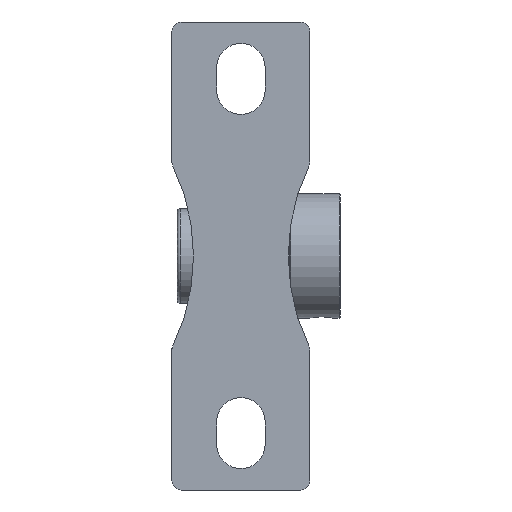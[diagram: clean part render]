
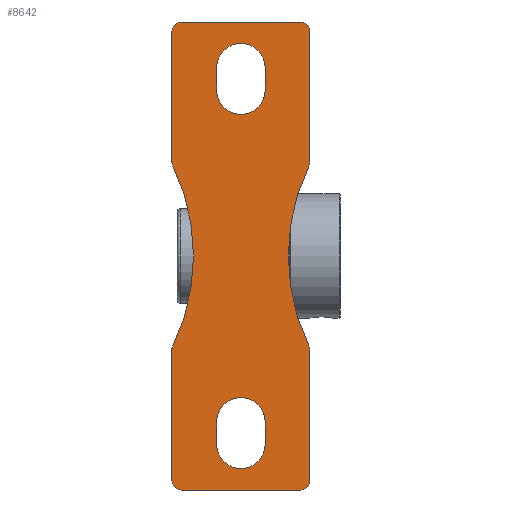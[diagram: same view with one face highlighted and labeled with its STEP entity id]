
A CAD part, front view. The second image highlights one B-rep face of the part: STEP entity #8642.
In plain terms, the highlighted face is planar.
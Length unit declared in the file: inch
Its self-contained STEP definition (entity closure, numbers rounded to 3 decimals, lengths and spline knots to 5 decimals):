
#8095=CARTESIAN_POINT('',(-0.72835,-0.99372,0.));
#8096=VERTEX_POINT('',#8095);
#8103=CARTESIAN_POINT('',(-0.72835,-2.37047,0.));
#8104=VERTEX_POINT('',#8103);
#8105=CARTESIAN_POINT('',(-0.72835,-2.4311,0.));
#8106=DIRECTION('',(0.,1.,0.));
#8107=VECTOR('',#8106,0.54203);
#8108=LINE('',#8105,#8107);
#8109=EDGE_CURVE('',#8104,#8096,#8108,.T.);
#8248=CARTESIAN_POINT('',(0.62835,2.47047,0.));
#8249=VERTEX_POINT('',#8248);
#8256=CARTESIAN_POINT('',(-0.62835,2.47047,0.));
#8257=VERTEX_POINT('',#8256);
#8258=CARTESIAN_POINT('',(-0.24738,2.47047,0.));
#8259=DIRECTION('',(1.,0.,-0.));
#8260=VECTOR('',#8259,0.49476);
#8261=LINE('',#8258,#8260);
#8262=EDGE_CURVE('',#8257,#8249,#8261,.T.);
#8279=CARTESIAN_POINT('',(0.72835,2.37047,0.));
#8280=VERTEX_POINT('',#8279);
#8287=CARTESIAN_POINT('',(0.62835,2.37047,0.));
#8288=DIRECTION('',(0.,-0.,1.));
#8289=DIRECTION('',(0.707,0.707,0.));
#8290=AXIS2_PLACEMENT_3D('',#8287,#8288,#8289);
#8291=CIRCLE('',#8290,0.1);
#8292=EDGE_CURVE('',#8280,#8249,#8291,.T.);
#8307=CARTESIAN_POINT('',(0.72835,0.99372,0.));
#8308=VERTEX_POINT('',#8307);
#8315=CARTESIAN_POINT('',(0.72835,2.4311,0.));
#8316=DIRECTION('',(0.,-1.,0.));
#8317=VECTOR('',#8316,0.54203);
#8318=LINE('',#8315,#8317);
#8319=EDGE_CURVE('',#8280,#8308,#8318,.T.);
#8424=CARTESIAN_POINT('',(0.62835,-2.47047,0.));
#8425=VERTEX_POINT('',#8424);
#8432=CARTESIAN_POINT('',(0.72835,-2.37047,0.));
#8433=VERTEX_POINT('',#8432);
#8434=CARTESIAN_POINT('',(0.62835,-2.37047,0.));
#8435=DIRECTION('',(0.,0.,1.));
#8436=DIRECTION('',(0.707,-0.707,0.));
#8437=AXIS2_PLACEMENT_3D('',#8434,#8435,#8436);
#8438=CIRCLE('',#8437,0.1);
#8439=EDGE_CURVE('',#8425,#8433,#8438,.T.);
#8450=CARTESIAN_POINT('',(0.33307,-1.2777,0.));
#8451=DIRECTION('',(0.,0.,1.));
#8452=DIRECTION('',(1.,0.,0.));
#8453=AXIS2_PLACEMENT_3D('',#8450,#8451,#8452);
#8454=PLANE('',#8453);
#8455=ORIENTED_EDGE('',*,*,#8292,.F.);
#8456=ORIENTED_EDGE('',*,*,#8319,.T.);
#8457=CARTESIAN_POINT('',(0.71832,0.95007,0.));
#8458=VERTEX_POINT('',#8457);
#8459=CARTESIAN_POINT('',(0.62835,0.99372,0.));
#8460=DIRECTION('',(0.,0.,1.));
#8461=DIRECTION('',(0.975,-0.224,0.));
#8462=AXIS2_PLACEMENT_3D('',#8459,#8460,#8461);
#8463=CIRCLE('',#8462,0.1);
#8464=EDGE_CURVE('',#8458,#8308,#8463,.T.);
#8465=ORIENTED_EDGE('',*,*,#8464,.F.);
#8466=CARTESIAN_POINT('',(0.5,0.,0.));
#8467=VERTEX_POINT('',#8466);
#8468=CARTESIAN_POINT('',(2.67643,0.,0.));
#8469=DIRECTION('',(0.,0.,1.));
#8470=DIRECTION('',(1.,0.,-0.));
#8471=AXIS2_PLACEMENT_3D('',#8468,#8469,#8470);
#8472=CIRCLE('',#8471,2.17643);
#8473=EDGE_CURVE('',#8458,#8467,#8472,.T.);
#8474=ORIENTED_EDGE('',*,*,#8473,.T.);
#8475=CARTESIAN_POINT('',(0.71832,-0.95007,0.));
#8476=VERTEX_POINT('',#8475);
#8477=CARTESIAN_POINT('',(2.67643,0.,0.));
#8478=DIRECTION('',(0.,0.,1.));
#8479=DIRECTION('',(1.,0.,-0.));
#8480=AXIS2_PLACEMENT_3D('',#8477,#8478,#8479);
#8481=CIRCLE('',#8480,2.17643);
#8482=EDGE_CURVE('',#8467,#8476,#8481,.T.);
#8483=ORIENTED_EDGE('',*,*,#8482,.T.);
#8484=CARTESIAN_POINT('',(0.72835,-0.99372,0.));
#8485=VERTEX_POINT('',#8484);
#8486=CARTESIAN_POINT('',(0.62835,-0.99372,0.));
#8487=DIRECTION('',(0.,-0.,1.));
#8488=DIRECTION('',(0.975,0.224,0.));
#8489=AXIS2_PLACEMENT_3D('',#8486,#8487,#8488);
#8490=CIRCLE('',#8489,0.1);
#8491=EDGE_CURVE('',#8485,#8476,#8490,.T.);
#8492=ORIENTED_EDGE('',*,*,#8491,.F.);
#8493=CARTESIAN_POINT('',(0.72835,-2.4311,0.));
#8494=DIRECTION('',(0.,1.,0.));
#8495=VECTOR('',#8494,0.54203);
#8496=LINE('',#8493,#8495);
#8497=EDGE_CURVE('',#8433,#8485,#8496,.T.);
#8498=ORIENTED_EDGE('',*,*,#8497,.F.);
#8499=ORIENTED_EDGE('',*,*,#8439,.F.);
#8500=CARTESIAN_POINT('',(-0.62835,-2.47047,0.));
#8501=VERTEX_POINT('',#8500);
#8502=CARTESIAN_POINT('',(-0.24738,-2.47047,0.));
#8503=DIRECTION('',(1.,0.,-0.));
#8504=VECTOR('',#8503,0.49476);
#8505=LINE('',#8502,#8504);
#8506=EDGE_CURVE('',#8501,#8425,#8505,.T.);
#8507=ORIENTED_EDGE('',*,*,#8506,.F.);
#8508=CARTESIAN_POINT('',(-0.62835,-2.37047,0.));
#8509=DIRECTION('',(0.,0.,1.));
#8510=DIRECTION('',(-0.707,-0.707,0.));
#8511=AXIS2_PLACEMENT_3D('',#8508,#8509,#8510);
#8512=CIRCLE('',#8511,0.1);
#8513=EDGE_CURVE('',#8104,#8501,#8512,.T.);
#8514=ORIENTED_EDGE('',*,*,#8513,.F.);
#8515=ORIENTED_EDGE('',*,*,#8109,.T.);
#8516=CARTESIAN_POINT('',(-0.71832,-0.95007,0.));
#8517=VERTEX_POINT('',#8516);
#8518=CARTESIAN_POINT('',(-0.62835,-0.99372,0.));
#8519=DIRECTION('',(0.,0.,1.));
#8520=DIRECTION('',(-0.975,0.224,0.));
#8521=AXIS2_PLACEMENT_3D('',#8518,#8519,#8520);
#8522=CIRCLE('',#8521,0.1);
#8523=EDGE_CURVE('',#8517,#8096,#8522,.T.);
#8524=ORIENTED_EDGE('',*,*,#8523,.F.);
#8525=CARTESIAN_POINT('',(-0.5,-0.,0.));
#8526=VERTEX_POINT('',#8525);
#8527=CARTESIAN_POINT('',(-2.67643,0.,0.));
#8528=DIRECTION('',(0.,0.,-1.));
#8529=DIRECTION('',(-1.,0.,0.));
#8530=AXIS2_PLACEMENT_3D('',#8527,#8528,#8529);
#8531=CIRCLE('',#8530,2.17643);
#8532=EDGE_CURVE('',#8526,#8517,#8531,.T.);
#8533=ORIENTED_EDGE('',*,*,#8532,.F.);
#8534=CARTESIAN_POINT('',(-0.71832,0.95007,0.));
#8535=VERTEX_POINT('',#8534);
#8536=CARTESIAN_POINT('',(-2.67643,0.,0.));
#8537=DIRECTION('',(0.,0.,-1.));
#8538=DIRECTION('',(-1.,0.,0.));
#8539=AXIS2_PLACEMENT_3D('',#8536,#8537,#8538);
#8540=CIRCLE('',#8539,2.17643);
#8541=EDGE_CURVE('',#8535,#8526,#8540,.T.);
#8542=ORIENTED_EDGE('',*,*,#8541,.F.);
#8543=CARTESIAN_POINT('',(-0.72835,0.99372,0.));
#8544=VERTEX_POINT('',#8543);
#8545=CARTESIAN_POINT('',(-0.62835,0.99372,0.));
#8546=DIRECTION('',(0.,0.,1.));
#8547=DIRECTION('',(-0.975,-0.224,0.));
#8548=AXIS2_PLACEMENT_3D('',#8545,#8546,#8547);
#8549=CIRCLE('',#8548,0.1);
#8550=EDGE_CURVE('',#8544,#8535,#8549,.T.);
#8551=ORIENTED_EDGE('',*,*,#8550,.F.);
#8552=CARTESIAN_POINT('',(-0.72835,2.37047,0.));
#8553=VERTEX_POINT('',#8552);
#8554=CARTESIAN_POINT('',(-0.72835,2.4311,0.));
#8555=DIRECTION('',(0.,-1.,0.));
#8556=VECTOR('',#8555,0.54203);
#8557=LINE('',#8554,#8556);
#8558=EDGE_CURVE('',#8553,#8544,#8557,.T.);
#8559=ORIENTED_EDGE('',*,*,#8558,.F.);
#8560=CARTESIAN_POINT('',(-0.62835,2.37047,0.));
#8561=DIRECTION('',(0.,0.,1.));
#8562=DIRECTION('',(-0.707,0.707,0.));
#8563=AXIS2_PLACEMENT_3D('',#8560,#8561,#8562);
#8564=CIRCLE('',#8563,0.1);
#8565=EDGE_CURVE('',#8257,#8553,#8564,.T.);
#8566=ORIENTED_EDGE('',*,*,#8565,.F.);
#8567=ORIENTED_EDGE('',*,*,#8262,.T.);
#8568=EDGE_LOOP('',(#8455,#8456,#8465,#8474,#8483,#8492,#8498,#8499,#8507,#8514,#8515,#8524,#8533,#8542,#8551,#8559,#8566,#8567));
#8569=FACE_BOUND('',#8568,.T.);
#8570=CARTESIAN_POINT('',(0.25591,1.98819,0.));
#8571=VERTEX_POINT('',#8570);
#8572=CARTESIAN_POINT('',(-0.25591,1.98819,0.));
#8573=VERTEX_POINT('',#8572);
#8574=CARTESIAN_POINT('',(0.,1.98819,0.));
#8575=DIRECTION('',(0.,0.,1.));
#8576=DIRECTION('',(-1.,0.,0.));
#8577=AXIS2_PLACEMENT_3D('',#8574,#8575,#8576);
#8578=CIRCLE('',#8577,0.25591);
#8579=EDGE_CURVE('',#8571,#8573,#8578,.T.);
#8580=ORIENTED_EDGE('',*,*,#8579,.T.);
#8581=CARTESIAN_POINT('',(-0.25591,1.75197,0.));
#8582=VERTEX_POINT('',#8581);
#8583=CARTESIAN_POINT('',(-0.25591,0.96233,0.));
#8584=DIRECTION('',(0.,-1.,0.));
#8585=VECTOR('',#8584,0.093);
#8586=LINE('',#8583,#8585);
#8587=EDGE_CURVE('',#8573,#8582,#8586,.T.);
#8588=ORIENTED_EDGE('',*,*,#8587,.T.);
#8589=CARTESIAN_POINT('',(0.25591,1.75197,0.));
#8590=VERTEX_POINT('',#8589);
#8591=CARTESIAN_POINT('',(0.,1.75197,0.));
#8592=DIRECTION('',(0.,0.,1.));
#8593=DIRECTION('',(-1.,0.,0.));
#8594=AXIS2_PLACEMENT_3D('',#8591,#8592,#8593);
#8595=CIRCLE('',#8594,0.25591);
#8596=EDGE_CURVE('',#8582,#8590,#8595,.T.);
#8597=ORIENTED_EDGE('',*,*,#8596,.T.);
#8598=CARTESIAN_POINT('',(0.25591,0.86933,0.));
#8599=DIRECTION('',(0.,1.,0.));
#8600=VECTOR('',#8599,0.093);
#8601=LINE('',#8598,#8600);
#8602=EDGE_CURVE('',#8590,#8571,#8601,.T.);
#8603=ORIENTED_EDGE('',*,*,#8602,.T.);
#8604=EDGE_LOOP('',(#8580,#8588,#8597,#8603));
#8605=FACE_BOUND('',#8604,.T.);
#8606=CARTESIAN_POINT('',(0.25591,-1.75197,0.));
#8607=VERTEX_POINT('',#8606);
#8608=CARTESIAN_POINT('',(-0.25591,-1.75197,0.));
#8609=VERTEX_POINT('',#8608);
#8610=CARTESIAN_POINT('',(-0.,-1.75197,0.));
#8611=DIRECTION('',(0.,0.,1.));
#8612=DIRECTION('',(1.,0.,-0.));
#8613=AXIS2_PLACEMENT_3D('',#8610,#8611,#8612);
#8614=CIRCLE('',#8613,0.25591);
#8615=EDGE_CURVE('',#8607,#8609,#8614,.T.);
#8616=ORIENTED_EDGE('',*,*,#8615,.T.);
#8617=CARTESIAN_POINT('',(-0.25591,-1.98819,0.));
#8618=VERTEX_POINT('',#8617);
#8619=CARTESIAN_POINT('',(-0.25591,-1.644,0.));
#8620=DIRECTION('',(0.,-1.,0.));
#8621=VECTOR('',#8620,0.093);
#8622=LINE('',#8619,#8621);
#8623=EDGE_CURVE('',#8609,#8618,#8622,.T.);
#8624=ORIENTED_EDGE('',*,*,#8623,.T.);
#8625=CARTESIAN_POINT('',(0.25591,-1.98819,0.));
#8626=VERTEX_POINT('',#8625);
#8627=CARTESIAN_POINT('',(0.,-1.98819,0.));
#8628=DIRECTION('',(0.,0.,1.));
#8629=DIRECTION('',(-1.,0.,0.));
#8630=AXIS2_PLACEMENT_3D('',#8627,#8628,#8629);
#8631=CIRCLE('',#8630,0.25591);
#8632=EDGE_CURVE('',#8618,#8626,#8631,.T.);
#8633=ORIENTED_EDGE('',*,*,#8632,.T.);
#8634=CARTESIAN_POINT('',(0.25591,-1.737,0.));
#8635=DIRECTION('',(0.,1.,0.));
#8636=VECTOR('',#8635,0.093);
#8637=LINE('',#8634,#8636);
#8638=EDGE_CURVE('',#8626,#8607,#8637,.T.);
#8639=ORIENTED_EDGE('',*,*,#8638,.T.);
#8640=EDGE_LOOP('',(#8616,#8624,#8633,#8639));
#8641=FACE_BOUND('',#8640,.T.);
#8642=ADVANCED_FACE('',(#8569,#8605,#8641),#8454,.F.);
